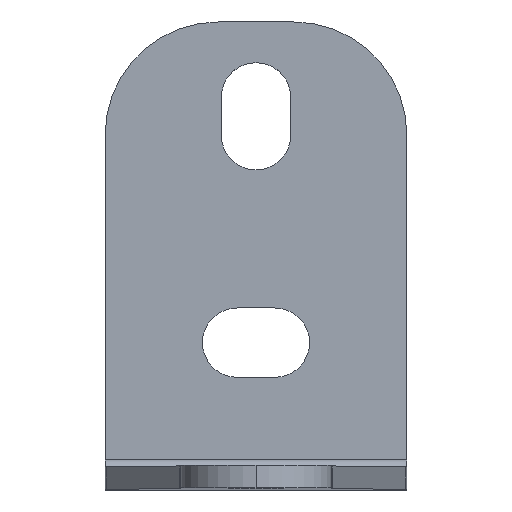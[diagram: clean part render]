
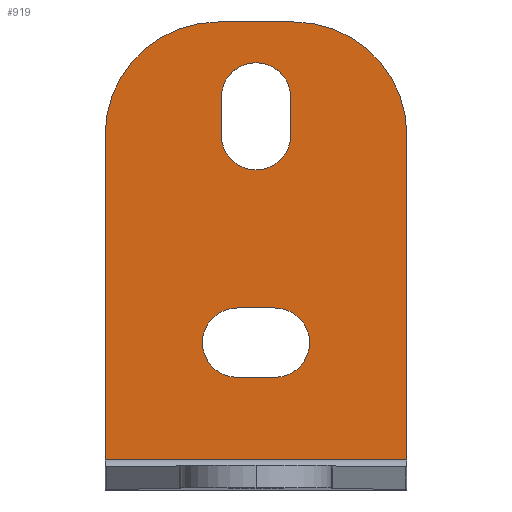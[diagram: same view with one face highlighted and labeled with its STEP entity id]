
A CAD part, top view. The second image highlights one B-rep face of the part: STEP entity #919.
In plain terms, the highlighted planar face has unit normal (0, 0, 1).
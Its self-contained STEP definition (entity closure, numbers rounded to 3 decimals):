
#1 = ORIENTED_EDGE ( 'NONE', *, *, #454, .F. ) ;
#2 = DIRECTION ( 'NONE',  ( 0., 1., 0. ) ) ;
#9 = EDGE_LOOP ( 'NONE', ( #491, #131, #100, #42 ) ) ;
#10 = VECTOR ( 'NONE', #170, 1000. ) ;
#25 = EDGE_CURVE ( 'NONE', #207, #362, #381, .T. ) ;
#42 = ORIENTED_EDGE ( 'NONE', *, *, #845, .F. ) ;
#51 = DIRECTION ( 'NONE',  ( 0., -1., 0. ) ) ;
#62 = PLANE ( 'NONE',  #979 ) ;
#86 = EDGE_CURVE ( 'NONE', #866, #471, #1060, .T. ) ;
#93 = ORIENTED_EDGE ( 'NONE', *, *, #717, .T. ) ;
#96 = CARTESIAN_POINT ( 'NONE',  ( -5., 47.037, -139.037 ) ) ;
#100 = ORIENTED_EDGE ( 'NONE', *, *, #746, .F. ) ;
#102 = CIRCLE ( 'NONE', #123, 4.6 ) ;
#123 = AXIS2_PLACEMENT_3D ( 'NONE', #875, #863, #1038 ) ;
#129 = EDGE_CURVE ( 'NONE', #1025, #1004, #661, .T. ) ;
#131 = ORIENTED_EDGE ( 'NONE', *, *, #684, .F. ) ;
#138 = DIRECTION ( 'NONE',  ( 0., -1., 0. ) ) ;
#141 = DIRECTION ( 'NONE',  ( -1., 0., 0. ) ) ;
#142 = DIRECTION ( 'NONE',  ( 0., 0., 1. ) ) ;
#152 = VERTEX_POINT ( 'NONE', #629 ) ;
#155 = AXIS2_PLACEMENT_3D ( 'NONE', #96, #685, #193 ) ;
#158 = FACE_BOUND ( 'NONE', #9, .T. ) ;
#170 = DIRECTION ( 'NONE',  ( 1., 0., 0. ) ) ;
#171 = VECTOR ( 'NONE', #893, 1000. ) ;
#173 = VECTOR ( 'NONE', #141, 1000. ) ;
#186 = VERTEX_POINT ( 'NONE', #299 ) ;
#193 = DIRECTION ( 'NONE',  ( 0., -1., 0. ) ) ;
#199 = CIRCLE ( 'NONE', #1078, 4.6 ) ;
#202 = AXIS2_PLACEMENT_3D ( 'NONE', #646, #1073, #138 ) ;
#207 = VERTEX_POINT ( 'NONE', #535 ) ;
#209 = DIRECTION ( 'NONE',  ( 0., -1., 0. ) ) ;
#219 = CARTESIAN_POINT ( 'NONE',  ( 20., 62.037, -139.037 ) ) ;
#241 = CARTESIAN_POINT ( 'NONE',  ( 2.5, 14.937, -139.037 ) ) ;
#288 = CARTESIAN_POINT ( 'NONE',  ( -2.5, 14.937, -139.037 ) ) ;
#293 = CARTESIAN_POINT ( 'NONE',  ( -2.5, 14.937, -139.037 ) ) ;
#299 = CARTESIAN_POINT ( 'NONE',  ( 2.5, 24.137, -139.037 ) ) ;
#305 = DIRECTION ( 'NONE',  ( 0., 0., 1. ) ) ;
#317 = DIRECTION ( 'NONE',  ( 0., 0., 1. ) ) ;
#318 = CARTESIAN_POINT ( 'NONE',  ( -2.5, 24.137, -139.037 ) ) ;
#345 = LINE ( 'NONE', #293, #379 ) ;
#362 = VERTEX_POINT ( 'NONE', #522 ) ;
#368 = DIRECTION ( 'NONE',  ( 0., -1., 0. ) ) ;
#378 = CARTESIAN_POINT ( 'NONE',  ( -20., 4., -139.037 ) ) ;
#379 = VECTOR ( 'NONE', #457, 1000. ) ;
#381 = LINE ( 'NONE', #219, #696 ) ;
#382 = DIRECTION ( 'NONE',  ( 0., -1., 0. ) ) ;
#389 = EDGE_CURVE ( 'NONE', #1004, #662, #561, .T. ) ;
#399 = VECTOR ( 'NONE', #2, 1000. ) ;
#412 = CIRCLE ( 'NONE', #1001, 4.6 ) ;
#431 = EDGE_LOOP ( 'NONE', ( #874, #1, #709, #904 ) ) ;
#435 = VECTOR ( 'NONE', #209, 1000. ) ;
#442 = ORIENTED_EDGE ( 'NONE', *, *, #129, .T. ) ;
#446 = EDGE_CURVE ( 'NONE', #711, #152, #487, .T. ) ;
#454 = EDGE_CURVE ( 'NONE', #471, #711, #412, .T. ) ;
#457 = DIRECTION ( 'NONE',  ( 1., 0., 0. ) ) ;
#468 = CARTESIAN_POINT ( 'NONE',  ( -4.6, 52.037, -139.037 ) ) ;
#470 = VERTEX_POINT ( 'NONE', #288 ) ;
#471 = VERTEX_POINT ( 'NONE', #573 ) ;
#472 = CARTESIAN_POINT ( 'NONE',  ( -20., 62.037, -139.037 ) ) ;
#487 = LINE ( 'NONE', #468, #435 ) ;
#488 = LINE ( 'NONE', #1003, #10 ) ;
#491 = ORIENTED_EDGE ( 'NONE', *, *, #867, .F. ) ;
#506 = CARTESIAN_POINT ( 'NONE',  ( 4.6, 52.037, -139.037 ) ) ;
#512 = FACE_BOUND ( 'NONE', #431, .T. ) ;
#522 = CARTESIAN_POINT ( 'NONE',  ( 20., 47.037, -139.037 ) ) ;
#535 = CARTESIAN_POINT ( 'NONE',  ( 20., 4., -139.037 ) ) ;
#540 = VERTEX_POINT ( 'NONE', #241 ) ;
#554 = DIRECTION ( 'NONE',  ( 0., 1., 0. ) ) ;
#558 = CARTESIAN_POINT ( 'NONE',  ( -2.5, 19.537, -139.037 ) ) ;
#561 = LINE ( 'NONE', #616, #806 ) ;
#573 = CARTESIAN_POINT ( 'NONE',  ( 4.6, 52.037, -139.037 ) ) ;
#579 = DIRECTION ( 'NONE',  ( 0., -1., 0. ) ) ;
#609 = ORIENTED_EDGE ( 'NONE', *, *, #876, .T. ) ;
#616 = CARTESIAN_POINT ( 'NONE',  ( -20., 62.037, -139.037 ) ) ;
#625 = LINE ( 'NONE', #920, #171 ) ;
#629 = CARTESIAN_POINT ( 'NONE',  ( -4.6, 47.037, -139.037 ) ) ;
#631 = DIRECTION ( 'NONE',  ( 0., 0., 1. ) ) ;
#646 = CARTESIAN_POINT ( 'NONE',  ( 5., 47.037, -139.037 ) ) ;
#661 = CIRCLE ( 'NONE', #155, 15. ) ;
#662 = VERTEX_POINT ( 'NONE', #378 ) ;
#678 = EDGE_CURVE ( 'NONE', #152, #866, #1056, .T. ) ;
#684 = EDGE_CURVE ( 'NONE', #768, #470, #199, .T. ) ;
#685 = DIRECTION ( 'NONE',  ( 0., 0., 1. ) ) ;
#692 = LINE ( 'NONE', #472, #173 ) ;
#696 = VECTOR ( 'NONE', #554, 1000. ) ;
#699 = CARTESIAN_POINT ( 'NONE',  ( 4.6, 47.037, -139.037 ) ) ;
#708 = ORIENTED_EDGE ( 'NONE', *, *, #971, .T. ) ;
#709 = ORIENTED_EDGE ( 'NONE', *, *, #86, .F. ) ;
#711 = VERTEX_POINT ( 'NONE', #963 ) ;
#717 = EDGE_CURVE ( 'NONE', #1067, #1025, #692, .T. ) ;
#719 = DIRECTION ( 'NONE',  ( 0., -1., 0. ) ) ;
#738 = CARTESIAN_POINT ( 'NONE',  ( 5., 62.037, -139.037 ) ) ;
#746 = EDGE_CURVE ( 'NONE', #186, #768, #625, .T. ) ;
#754 = ORIENTED_EDGE ( 'NONE', *, *, #25, .T. ) ;
#763 = FACE_OUTER_BOUND ( 'NONE', #1066, .T. ) ;
#768 = VERTEX_POINT ( 'NONE', #318 ) ;
#791 = ORIENTED_EDGE ( 'NONE', *, *, #389, .T. ) ;
#806 = VECTOR ( 'NONE', #368, 1000. ) ;
#810 = CARTESIAN_POINT ( 'NONE',  ( 0., -137.963, -139.037 ) ) ;
#815 = CARTESIAN_POINT ( 'NONE',  ( -20., 47.037, -139.037 ) ) ;
#845 = EDGE_CURVE ( 'NONE', #540, #186, #102, .T. ) ;
#863 = DIRECTION ( 'NONE',  ( 0., 0., 1. ) ) ;
#866 = VERTEX_POINT ( 'NONE', #699 ) ;
#867 = EDGE_CURVE ( 'NONE', #470, #540, #345, .T. ) ;
#874 = ORIENTED_EDGE ( 'NONE', *, *, #446, .F. ) ;
#875 = CARTESIAN_POINT ( 'NONE',  ( 2.5, 19.537, -139.037 ) ) ;
#876 = EDGE_CURVE ( 'NONE', #362, #1067, #879, .T. ) ;
#878 = AXIS2_PLACEMENT_3D ( 'NONE', #884, #631, #382 ) ;
#879 = CIRCLE ( 'NONE', #202, 15. ) ;
#884 = CARTESIAN_POINT ( 'NONE',  ( 0., 47.037, -139.037 ) ) ;
#893 = DIRECTION ( 'NONE',  ( -1., 0., 0. ) ) ;
#895 = CARTESIAN_POINT ( 'NONE',  ( 0., 52.037, -139.037 ) ) ;
#904 = ORIENTED_EDGE ( 'NONE', *, *, #678, .F. ) ;
#919 = ADVANCED_FACE ( 'NONE', ( #158, #512, #763 ), #62, .T. ) ;
#920 = CARTESIAN_POINT ( 'NONE',  ( -2.5, 24.137, -139.037 ) ) ;
#963 = CARTESIAN_POINT ( 'NONE',  ( -4.6, 52.037, -139.037 ) ) ;
#971 = EDGE_CURVE ( 'NONE', #662, #207, #488, .T. ) ;
#979 = AXIS2_PLACEMENT_3D ( 'NONE', #810, #317, #579 ) ;
#1001 = AXIS2_PLACEMENT_3D ( 'NONE', #895, #142, #51 ) ;
#1003 = CARTESIAN_POINT ( 'NONE',  ( 0., 4., -139.037 ) ) ;
#1004 = VERTEX_POINT ( 'NONE', #815 ) ;
#1025 = VERTEX_POINT ( 'NONE', #1069 ) ;
#1038 = DIRECTION ( 'NONE',  ( 0., -1., 0. ) ) ;
#1056 = CIRCLE ( 'NONE', #878, 4.6 ) ;
#1060 = LINE ( 'NONE', #506, #399 ) ;
#1066 = EDGE_LOOP ( 'NONE', ( #93, #442, #791, #708, #754, #609 ) ) ;
#1067 = VERTEX_POINT ( 'NONE', #738 ) ;
#1069 = CARTESIAN_POINT ( 'NONE',  ( -5., 62.037, -139.037 ) ) ;
#1073 = DIRECTION ( 'NONE',  ( 0., 0., 1. ) ) ;
#1078 = AXIS2_PLACEMENT_3D ( 'NONE', #558, #305, #719 ) ;
